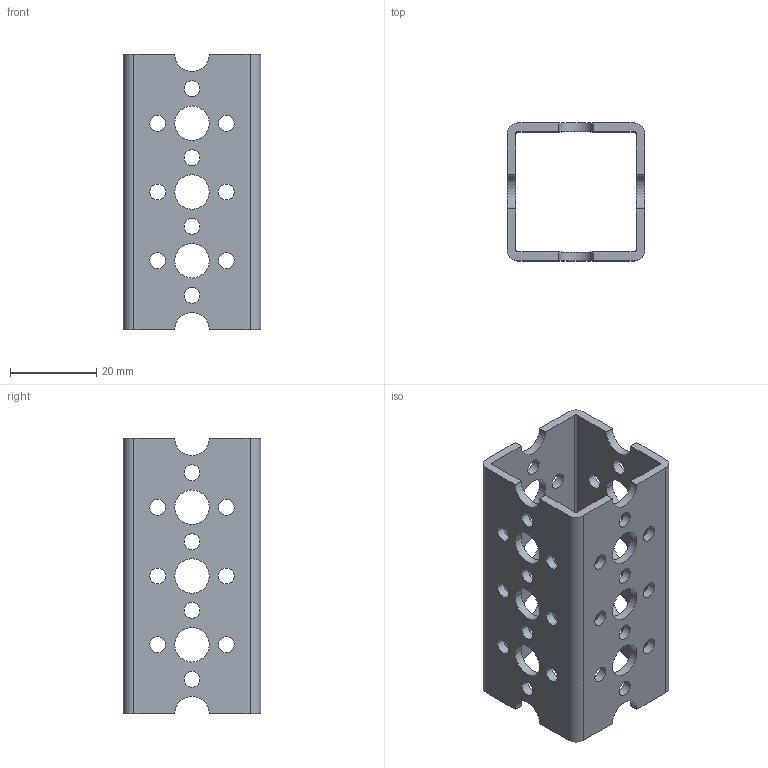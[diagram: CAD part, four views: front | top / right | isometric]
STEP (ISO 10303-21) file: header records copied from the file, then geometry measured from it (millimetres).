
FILE_DESCRIPTION(/* description */ (''),/* implementation_level */ '2;1');
FILE_NAME(/* name */ 'Tetrix_739375_Channel.ipt.stp',/* time_stamp */ '2014-12-18T17:48:04-08:00',/* author */ ('Autodesk Inc.'),/* organization */ ('Autodesk Inc.'),/* preprocessor_version */ 'ST-DEVELOPER v15.6',/* originating_system */ 'Autodesk Inventor 2015',/* authorisation */ '');
FILE_SCHEMA (('AUTOMOTIVE_DESIGN { 1 0 10303 214 3 1 1 }'));
Length unit declared in the file: millimetre
Products named in the file (1): Tetrix_739375_Channel
Bounding box: 32 x 32 x 64 mm (x, y, z)
Volume: 12561.7 mm3; surface area: 14637.6 mm2
Topology: 1 solids, 1 shells, 136 faces, 408 edges, 272 vertices
Faces by surface type: cylinder 120, plane 16
Entity records: 4968 total; most frequent: DIRECTION 922, CARTESIAN_POINT 817, ORIENTED_EDGE 816, EDGE_CURVE 408, AXIS2_PLACEMENT_3D 377, VERTEX_POINT 272, EDGE_LOOP 240, CIRCLE 240
